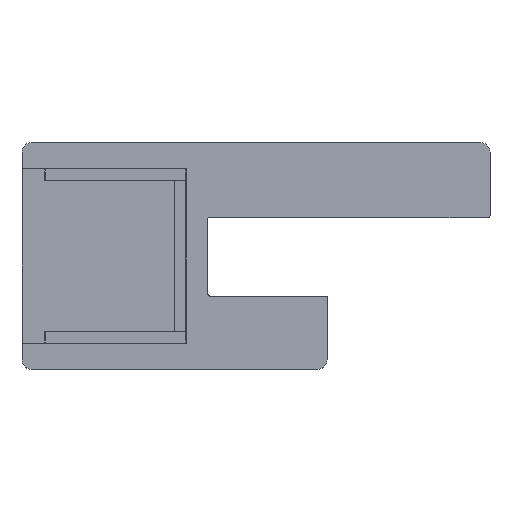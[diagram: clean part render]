
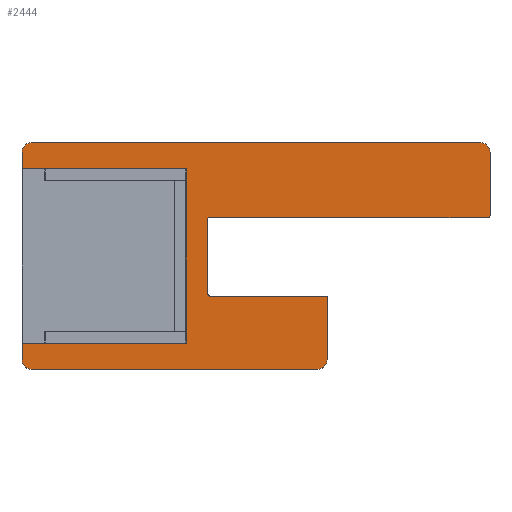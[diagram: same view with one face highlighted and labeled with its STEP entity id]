
A CAD part, top view. The second image highlights one B-rep face of the part: STEP entity #2444.
In plain terms, the highlighted planar face has unit normal (0, 0, 1).
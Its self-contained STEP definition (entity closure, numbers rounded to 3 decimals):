
#189=CIRCLE('',#2721,2.);
#190=CIRCLE('',#2724,10.);
#197=CIRCLE('',#2741,10.);
#198=CIRCLE('',#2744,10.);
#199=CIRCLE('',#2746,4.);
#200=CIRCLE('',#2747,2.);
#201=CIRCLE('',#2748,10.);
#332=FACE_OUTER_BOUND('',#474,.T.);
#474=EDGE_LOOP('',(#2112,#2113,#2114,#2115,#2116,#2117,#2118,#2119,#2120,
#2121,#2122,#2123,#2124,#2125,#2126,#2127,#2128,#2129,#2130));
#721=LINE('',#4022,#985);
#735=LINE('',#4065,#999);
#738=LINE('',#4070,#1002);
#740=LINE('',#4074,#1004);
#741=LINE('',#4077,#1005);
#744=LINE('',#4083,#1008);
#747=LINE('',#4089,#1011);
#750=LINE('',#4094,#1014);
#751=LINE('',#4096,#1015);
#754=LINE('',#4104,#1018);
#755=LINE('',#4112,#1019);
#756=LINE('',#4115,#1020);
#985=VECTOR('',#3283,10.);
#999=VECTOR('',#3317,10.);
#1002=VECTOR('',#3322,10.);
#1004=VECTOR('',#3326,10.);
#1005=VECTOR('',#3329,10.);
#1008=VECTOR('',#3334,10.);
#1011=VECTOR('',#3339,10.);
#1014=VECTOR('',#3344,10.);
#1015=VECTOR('',#3347,10.);
#1018=VECTOR('',#3356,10.);
#1019=VECTOR('',#3367,10.);
#1020=VECTOR('',#3370,10.);
#1195=VERTEX_POINT('',#4012);
#1196=VERTEX_POINT('',#4014);
#1198=VERTEX_POINT('',#4020);
#1199=VERTEX_POINT('',#4024);
#1200=VERTEX_POINT('',#4025);
#1217=VERTEX_POINT('',#4064);
#1218=VERTEX_POINT('',#4068);
#1219=VERTEX_POINT('',#4072);
#1220=VERTEX_POINT('',#4076);
#1221=VERTEX_POINT('',#4080);
#1222=VERTEX_POINT('',#4082);
#1223=VERTEX_POINT('',#4086);
#1224=VERTEX_POINT('',#4088);
#1225=VERTEX_POINT('',#4092);
#1226=VERTEX_POINT('',#4098);
#1227=VERTEX_POINT('',#4102);
#1228=VERTEX_POINT('',#4109);
#1229=VERTEX_POINT('',#4111);
#1230=VERTEX_POINT('',#4113);
#1487=EDGE_CURVE('',#1195,#1196,#189,.T.);
#1491=EDGE_CURVE('',#1195,#1198,#721,.T.);
#1492=EDGE_CURVE('',#1199,#1200,#190,.T.);
#1512=EDGE_CURVE('',#1200,#1217,#735,.T.);
#1515=EDGE_CURVE('',#1218,#1199,#738,.T.);
#1517=EDGE_CURVE('',#1218,#1219,#740,.F.);
#1518=EDGE_CURVE('',#1220,#1196,#741,.F.);
#1521=EDGE_CURVE('',#1222,#1221,#744,.T.);
#1524=EDGE_CURVE('',#1224,#1223,#747,.T.);
#1527=EDGE_CURVE('',#1221,#1225,#750,.T.);
#1528=EDGE_CURVE('',#1225,#1224,#751,.T.);
#1529=EDGE_CURVE('',#1226,#1222,#197,.T.);
#1532=EDGE_CURVE('',#1223,#1227,#754,.T.);
#1533=EDGE_CURVE('',#1227,#1217,#198,.T.);
#1534=EDGE_CURVE('',#1219,#1220,#199,.F.);
#1535=EDGE_CURVE('',#1198,#1228,#200,.T.);
#1536=EDGE_CURVE('',#1228,#1229,#755,.T.);
#1537=EDGE_CURVE('',#1229,#1230,#201,.T.);
#1538=EDGE_CURVE('',#1230,#1226,#756,.T.);
#2112=ORIENTED_EDGE('',*,*,#1492,.F.);
#2113=ORIENTED_EDGE('',*,*,#1515,.F.);
#2114=ORIENTED_EDGE('',*,*,#1517,.T.);
#2115=ORIENTED_EDGE('',*,*,#1534,.T.);
#2116=ORIENTED_EDGE('',*,*,#1518,.T.);
#2117=ORIENTED_EDGE('',*,*,#1487,.F.);
#2118=ORIENTED_EDGE('',*,*,#1491,.T.);
#2119=ORIENTED_EDGE('',*,*,#1535,.T.);
#2120=ORIENTED_EDGE('',*,*,#1536,.T.);
#2121=ORIENTED_EDGE('',*,*,#1537,.T.);
#2122=ORIENTED_EDGE('',*,*,#1538,.T.);
#2123=ORIENTED_EDGE('',*,*,#1529,.T.);
#2124=ORIENTED_EDGE('',*,*,#1521,.T.);
#2125=ORIENTED_EDGE('',*,*,#1527,.T.);
#2126=ORIENTED_EDGE('',*,*,#1528,.T.);
#2127=ORIENTED_EDGE('',*,*,#1524,.T.);
#2128=ORIENTED_EDGE('',*,*,#1532,.T.);
#2129=ORIENTED_EDGE('',*,*,#1533,.T.);
#2130=ORIENTED_EDGE('',*,*,#1512,.F.);
#2321=PLANE('',#2745);
#2444=ADVANCED_FACE('',(#332),#2321,.T.);
#2721=AXIS2_PLACEMENT_3D('',#4015,#3276,#3277);
#2724=AXIS2_PLACEMENT_3D('',#4026,#3286,#3287);
#2741=AXIS2_PLACEMENT_3D('',#4099,#3350,#3351);
#2744=AXIS2_PLACEMENT_3D('',#4106,#3359,#3360);
#2745=AXIS2_PLACEMENT_3D('',#4107,#3361,#3362);
#2746=AXIS2_PLACEMENT_3D('',#4108,#3363,#3364);
#2747=AXIS2_PLACEMENT_3D('',#4110,#3365,#3366);
#2748=AXIS2_PLACEMENT_3D('',#4114,#3368,#3369);
#3276=DIRECTION('center_axis',(0.,0.,1.));
#3277=DIRECTION('ref_axis',(-0.707,0.707,0.));
#3283=DIRECTION('',(1.,0.,0.));
#3286=DIRECTION('center_axis',(0.,0.,-1.));
#3287=DIRECTION('ref_axis',(0.707,-0.707,0.));
#3317=DIRECTION('',(-1.,0.,0.));
#3322=DIRECTION('',(0.,-1.,0.));
#3326=DIRECTION('',(1.,0.,0.));
#3329=DIRECTION('',(0.,-1.,0.));
#3334=DIRECTION('',(0.,-1.,0.));
#3339=DIRECTION('',(-1.,0.,0.));
#3344=DIRECTION('',(1.,0.,0.));
#3347=DIRECTION('',(0.,-1.,0.));
#3350=DIRECTION('center_axis',(0.,0.,1.));
#3351=DIRECTION('ref_axis',(0.,1.,0.));
#3356=DIRECTION('',(0.,-1.,0.));
#3359=DIRECTION('center_axis',(0.,0.,1.));
#3360=DIRECTION('ref_axis',(-1.,0.,0.));
#3361=DIRECTION('center_axis',(0.,0.,1.));
#3362=DIRECTION('ref_axis',(1.,0.,0.));
#3363=DIRECTION('center_axis',(0.,0.,1.));
#3364=DIRECTION('ref_axis',(-1.,0.,0.));
#3365=DIRECTION('center_axis',(0.,0.,1.));
#3366=DIRECTION('ref_axis',(0.,-1.,0.));
#3367=DIRECTION('',(0.,1.,0.));
#3368=DIRECTION('center_axis',(0.,0.,1.));
#3369=DIRECTION('ref_axis',(1.,0.,0.));
#3370=DIRECTION('',(-1.,0.,0.));
#4012=CARTESIAN_POINT('',(0.,20.,12.));
#4014=CARTESIAN_POINT('',(-2.,18.,12.));
#4015=CARTESIAN_POINT('Origin',(0.,18.,12.));
#4020=CARTESIAN_POINT('',(298.,20.,12.));
#4022=CARTESIAN_POINT('',(298.,20.,12.));
#4024=CARTESIAN_POINT('',(126.,-132.,12.));
#4025=CARTESIAN_POINT('',(116.,-142.,12.));
#4026=CARTESIAN_POINT('Origin',(116.,-132.,12.));
#4064=CARTESIAN_POINT('',(-190.,-142.,12.));
#4065=CARTESIAN_POINT('',(118.,-142.,12.));
#4068=CARTESIAN_POINT('',(126.,-64.,12.));
#4070=CARTESIAN_POINT('',(126.,-54.,12.));
#4072=CARTESIAN_POINT('',(2.,-64.,12.));
#4074=CARTESIAN_POINT('',(100.5,-64.,12.));
#4076=CARTESIAN_POINT('',(-2.,-60.,12.));
#4077=CARTESIAN_POINT('',(-2.,-33.,12.));
#4080=CARTESIAN_POINT('',(-200.,72.35,12.));
#4082=CARTESIAN_POINT('',(-200.,90.,12.));
#4083=CARTESIAN_POINT('',(-200.,90.,12.));
#4086=CARTESIAN_POINT('',(-200.,-114.35,12.));
#4088=CARTESIAN_POINT('',(-24.65,-114.35,12.));
#4089=CARTESIAN_POINT('',(-50.,-114.35,12.));
#4092=CARTESIAN_POINT('',(-24.65,72.35,12.));
#4094=CARTESIAN_POINT('',(25.,72.35,12.));
#4096=CARTESIAN_POINT('',(-24.65,-60.,12.));
#4098=CARTESIAN_POINT('',(-190.,100.,12.));
#4099=CARTESIAN_POINT('Origin',(-190.,90.,12.));
#4102=CARTESIAN_POINT('',(-200.,-132.,12.));
#4104=CARTESIAN_POINT('',(-200.,90.,12.));
#4106=CARTESIAN_POINT('Origin',(-190.,-132.,12.));
#4107=CARTESIAN_POINT('Origin',(75.,-6.,12.));
#4108=CARTESIAN_POINT('Origin',(2.,-60.,12.));
#4109=CARTESIAN_POINT('',(300.,22.,12.));
#4110=CARTESIAN_POINT('Origin',(298.,22.,12.));
#4111=CARTESIAN_POINT('',(300.,90.,12.));
#4112=CARTESIAN_POINT('',(300.,90.,12.));
#4113=CARTESIAN_POINT('',(290.,100.,12.));
#4114=CARTESIAN_POINT('Origin',(290.,90.,12.));
#4115=CARTESIAN_POINT('',(-140.,100.,12.));
